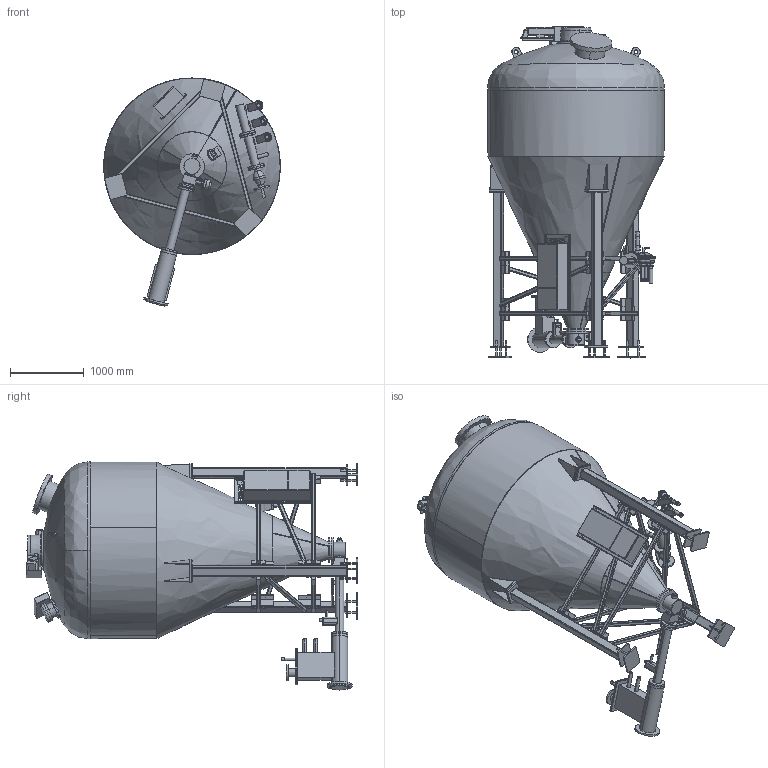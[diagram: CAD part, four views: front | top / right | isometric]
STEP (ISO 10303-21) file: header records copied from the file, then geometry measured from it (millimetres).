
FILE_DESCRIPTION (( 'STEP AP203' ), '1' );
FILE_NAME ('ELMO10000-KOPAR.STEP', '2021-04-20T08:42:18', ( '' ), ( '' ), 'SwSTEP 2.0', 'SolidWorks 2017', '' );
FILE_SCHEMA (( 'CONFIG_CONTROL_DESIGN' ));
Length unit declared in the file: millimetre
Products named in the file (1): ELMO10000-KOPAR
Bounding box: 2400 x 4509.82 x 3098.19 mm (x, y, z)
Volume: 2511047683.9 mm3; surface area: 66420018.9 mm2
Topology: 20 solids, 20 shells, 1967 faces, 5006 edges, 3178 vertices
Faces by surface type: plane 1138, cylinder 678, cone 68, bspline 59, sphere 14, torus 10
Entity records: 69621 total; most frequent: CARTESIAN_POINT 21655, DIRECTION 10022, ORIENTED_EDGE 9996, EDGE_CURVE 4998, AXIS2_PLACEMENT_3D 3501, VERTEX_POINT 3178, LINE 3020, VECTOR 3020
